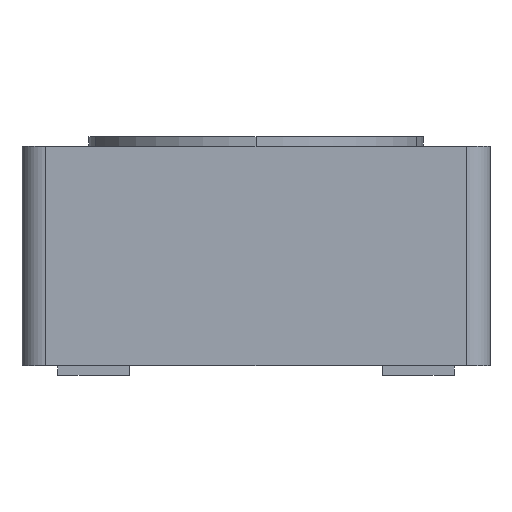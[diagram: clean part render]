
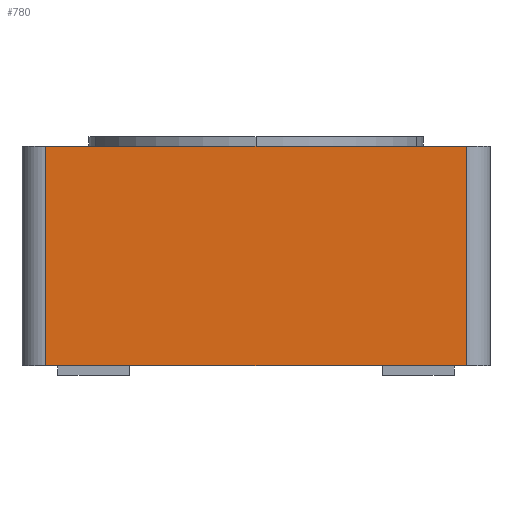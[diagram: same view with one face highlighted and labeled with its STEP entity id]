
A CAD part, left-side view. The second image highlights one B-rep face of the part: STEP entity #780.
In plain terms, the highlighted planar face has unit normal (-1, 0, 0).
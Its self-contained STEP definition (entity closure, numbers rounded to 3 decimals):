
#118 = LINE ( 'NONE', #2431, #1496 ) ;
#177 = CARTESIAN_POINT ( 'NONE',  ( -4.45, -4.4, 4.8 ) ) ;
#217 = CARTESIAN_POINT ( 'NONE',  ( -4.45, -10.438, 0.2 ) ) ;
#219 = VECTOR ( 'NONE', #997, 1000. ) ;
#342 = FACE_OUTER_BOUND ( 'NONE', #395, .T. ) ;
#345 = CARTESIAN_POINT ( 'NONE',  ( -4.45, 4.4, 4.8 ) ) ;
#395 = EDGE_LOOP ( 'NONE', ( #1403, #2343, #1555, #542 ) ) ;
#403 = VECTOR ( 'NONE', #2203, 1000. ) ;
#427 = CARTESIAN_POINT ( 'NONE',  ( -4.45, 4.4, 4.8 ) ) ;
#542 = ORIENTED_EDGE ( 'NONE', *, *, #905, .F. ) ;
#605 = DIRECTION ( 'NONE',  ( 0., 1., 0. ) ) ;
#625 = VERTEX_POINT ( 'NONE', #735 ) ;
#735 = CARTESIAN_POINT ( 'NONE',  ( -4.45, -4.4, 0.2 ) ) ;
#739 = DIRECTION ( 'NONE',  ( 0., -1., 0. ) ) ;
#780 = ADVANCED_FACE ( 'NONE', ( #342 ), #1957, .F. ) ;
#905 = EDGE_CURVE ( 'NONE', #2122, #1874, #1016, .T. ) ;
#997 = DIRECTION ( 'NONE',  ( 0., 1., 0. ) ) ;
#1016 = LINE ( 'NONE', #427, #403 ) ;
#1043 = LINE ( 'NONE', #217, #219 ) ;
#1077 = AXIS2_PLACEMENT_3D ( 'NONE', #2178, #1533, #605 ) ;
#1130 = VECTOR ( 'NONE', #739, 1000. ) ;
#1223 = DIRECTION ( 'NONE',  ( 0., 0., -1. ) ) ;
#1365 = EDGE_CURVE ( 'NONE', #625, #2122, #1043, .T. ) ;
#1403 = ORIENTED_EDGE ( 'NONE', *, *, #1365, .F. ) ;
#1496 = VECTOR ( 'NONE', #1223, 1000. ) ;
#1533 = DIRECTION ( 'NONE',  ( 1., 0., 0. ) ) ;
#1555 = ORIENTED_EDGE ( 'NONE', *, *, #1897, .F. ) ;
#1718 = EDGE_CURVE ( 'NONE', #1837, #625, #118, .T. ) ;
#1837 = VERTEX_POINT ( 'NONE', #177 ) ;
#1874 = VERTEX_POINT ( 'NONE', #345 ) ;
#1897 = EDGE_CURVE ( 'NONE', #1874, #1837, #2171, .T. ) ;
#1899 = CARTESIAN_POINT ( 'NONE',  ( -4.45, -10.438, 4.8 ) ) ;
#1957 = PLANE ( 'NONE',  #1077 ) ;
#2122 = VERTEX_POINT ( 'NONE', #2452 ) ;
#2171 = LINE ( 'NONE', #1899, #1130 ) ;
#2178 = CARTESIAN_POINT ( 'NONE',  ( -4.45, -10.438, 4.8 ) ) ;
#2203 = DIRECTION ( 'NONE',  ( 0., 0., 1. ) ) ;
#2343 = ORIENTED_EDGE ( 'NONE', *, *, #1718, .F. ) ;
#2431 = CARTESIAN_POINT ( 'NONE',  ( -4.45, -4.4, 4.8 ) ) ;
#2452 = CARTESIAN_POINT ( 'NONE',  ( -4.45, 4.4, 0.2 ) ) ;
